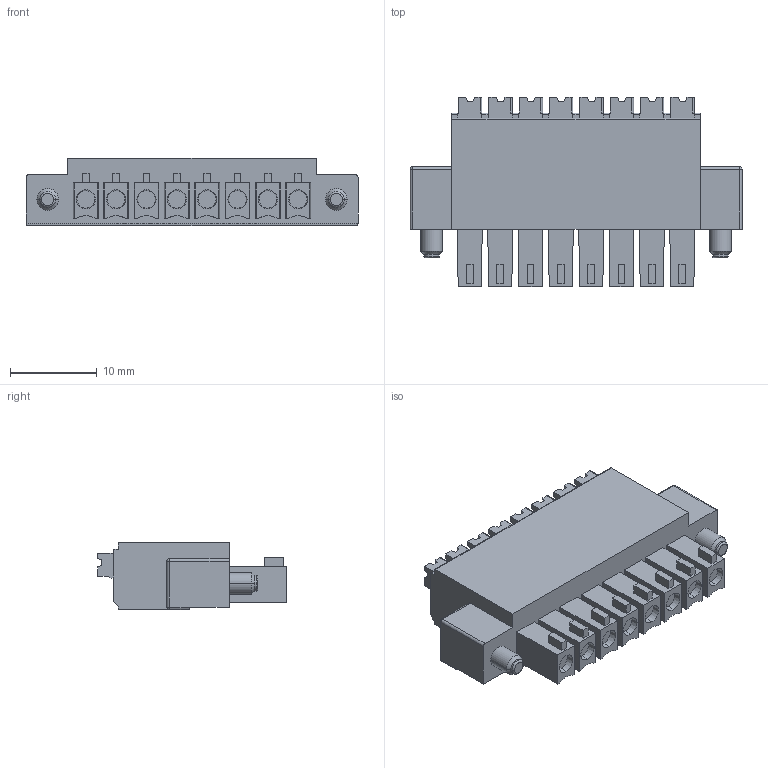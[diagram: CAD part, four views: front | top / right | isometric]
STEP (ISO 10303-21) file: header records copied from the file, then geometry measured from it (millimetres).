
FILE_DESCRIPTION((''),'2;1');
FILE_NAME('8','2020-06-17T',('P'),(''),'PRO/ENGINEER BY PARAMETRIC TECHNOLOGY CORPORATION, 2012360','PRO/ENGINEER BY PARAMETRIC TECHNOLOGY CORPORATION, 2012360','');
FILE_SCHEMA(('AUTOMOTIVE_DESIGN { 1 0 10303 214 1 1 1 1 }'));
Length unit declared in the file: millimetre
Products named in the file (1): 8
Bounding box: 38.3 x 21.8 x 7.8 mm (x, y, z)
Volume: 3845.2 mm3; surface area: 2883.8 mm2
Topology: 1 solids, 1 shells, 511 faces, 1502 edges, 1017 vertices
Faces by surface type: plane 382, cylinder 89, cone 28, torus 8, sphere 4
Entity records: 17144 total; most frequent: CARTESIAN_POINT 3230, ORIENTED_EDGE 2996, DIRECTION 2765, EDGE_CURVE 1498, VECTOR 1093, LINE 1093, VERTEX_POINT 1017, AXIS2_PLACEMENT_3D 836
